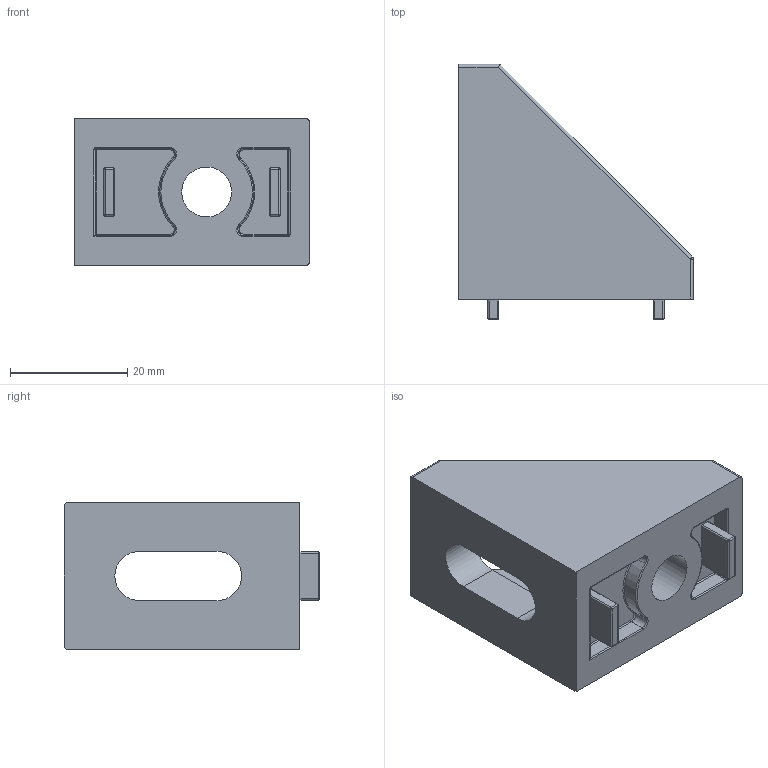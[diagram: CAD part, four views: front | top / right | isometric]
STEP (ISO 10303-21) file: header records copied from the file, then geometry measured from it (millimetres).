
FILE_DESCRIPTION(/* description */ ('Kątownik usztywniający 25x40'),/* implementation_level */ '2;1');
FILE_NAME(/* name */ '302540.stp',/* time_stamp */ '2022-10-07T09:18:59+02:00',/* author */ ('aluteckkpl_am'),/* organization */ (''),/* preprocessor_version */ 'ST-DEVELOPER v18.1',/* originating_system */ 'Autodesk Inventor 2021',/* authorisation */ '');
FILE_SCHEMA (('CONFIG_CONTROL_DESIGN','AP203_CONFIGURATION_CONTROLLED_3D_DESIGN_OF_MECHANICAL_PARTS_AND_ASSEMBLIES_MIM_LF { 1 0 10303 203 3 1 4 }'));
Length unit declared in the file: millimetre
Products named in the file (1): 302540
Bounding box: 40 x 43.5 x 25 mm (x, y, z)
Volume: 12718.3 mm3; surface area: 7730.5 mm2
Topology: 1 solids, 1 shells, 118 faces, 281 edges, 154 vertices
Faces by surface type: cylinder 54, plane 32, sphere 15, torus 15, bspline 2
Full cylindrical faces by diameter (mm): 8.5 x1
Entity records: 3385 total; most frequent: DIRECTION 630, CARTESIAN_POINT 625, ORIENTED_EDGE 532, EDGE_CURVE 266, AXIS2_PLACEMENT_3D 251, VERTEX_POINT 154, LINE 128, VECTOR 128
